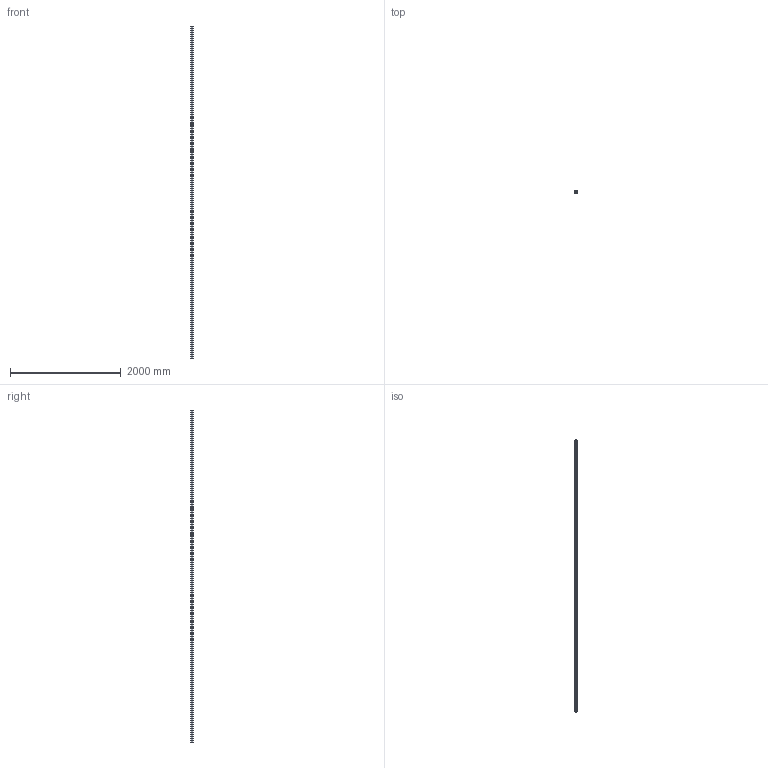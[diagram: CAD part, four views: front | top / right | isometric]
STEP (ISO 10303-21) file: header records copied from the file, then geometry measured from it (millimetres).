
FILE_DESCRIPTION (( 'STEP AP203' ), '1' );
FILE_NAME ('PA4040B.STEP', '2018-04-02T17:13:27', ( 'User2' ), ( '' ), 'SwSTEP 2.0', 'SolidWorks 2007', '' );
FILE_SCHEMA (( 'CONFIG_CONTROL_DESIGN' ));
Length unit declared in the file: millimetre
Products named in the file (1): PA4040B
Bounding box: 40 x 40 x 6000 mm (x, y, z)
Volume: 3265600.4 mm3; surface area: 3383301.9 mm2
Topology: 1 solids, 1 shells, 285 faces, 849 edges, 566 vertices
Faces by surface type: plane 182, cylinder 103
Entity records: 9666 total; most frequent: CARTESIAN_POINT 1701, ORIENTED_EDGE 1698, DIRECTION 1627, EDGE_CURVE 849, LINE 643, VECTOR 643, VERTEX_POINT 566, AXIS2_PLACEMENT_3D 492
